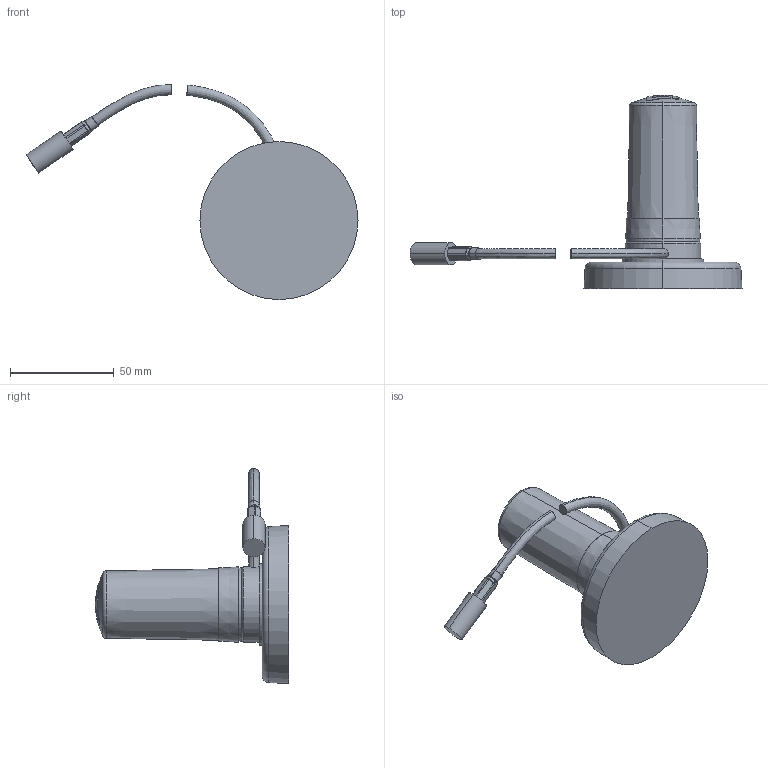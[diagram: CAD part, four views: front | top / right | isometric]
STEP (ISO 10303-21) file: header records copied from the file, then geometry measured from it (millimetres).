
FILE_DESCRIPTION (( 'STEP AP214' ), '1' );
FILE_NAME ('HG245803MGURW.STEP', '2014-04-15T13:13:22', ( 'L-Com' ), ( 'L-Com Global Connectivity' ), 'SwSTEP 2.0', 'SolidWorks 2014', '' );
FILE_SCHEMA (( 'AUTOMOTIVE_DESIGN' ));
Length unit declared in the file: inch
Products named in the file (6): HG245803UR-NMOW; HEATSH-HEX_stepd_195Black; CONNECTOR REP_Small; 8 Foot-195_Black; HMA1-XXXAYY; HG245803MGURW
Assembly tree (5 placements, depth 2):
  HG245803MGURW
    HMA1-XXXAYY
    8 Foot-195_Black
    CONNECTOR REP_Small
    HEATSH-HEX_stepd_195Black
    HG245803UR-NMOW
Bounding box: 160.07 x 93.14 x 103.74 mm (x, y, z)
Volume: 129542.7 mm3; surface area: 28348 mm2
Topology: 6 solids, 6 shells, 226 faces, 515 edges, 318 vertices
Faces by surface type: plane 87, cylinder 73, cone 42, sphere 12, torus 8, bspline 4
Entity records: 9591 total; most frequent: CARTESIAN_POINT 1893, DIRECTION 1187, ORIENTED_EDGE 1022, EDGE_CURVE 511, AXIS2_PLACEMENT_3D 487, VERTEX_POINT 316, CIRCLE 257, EDGE_LOOP 245
